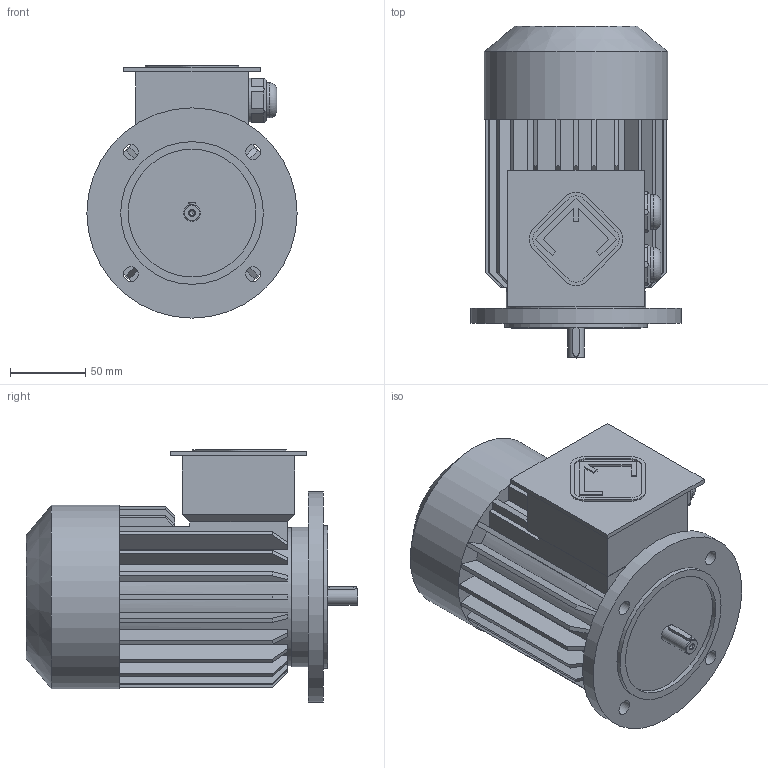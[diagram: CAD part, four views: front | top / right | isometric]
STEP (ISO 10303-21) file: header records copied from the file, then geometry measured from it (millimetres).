
FILE_DESCRIPTION(/* description */ ('Unknown'),/* implementation_level */ '2;1');
FILE_NAME(/* name */ 'AIS63_В5',/* time_stamp */ '2021-03-23T10:38:45+03:00',/* author */ ('Unknown'),/* organization */ ('Unknown'),/* preprocessor_version */ 'ST-DEVELOPER v16',/* originating_system */ 'DEX',/* authorisation */ $);
FILE_SCHEMA (('AUTOMOTIVE_DESIGN {1 0 10303 214 3 1 1}'));
Length unit declared in the file: millimetre
Products named in the file (1): AIS63_ﾂ5
Bounding box: 140 x 221 x 168 mm (x, y, z)
Volume: 2094071.2 mm3; surface area: 192933.8 mm2
Topology: 1 solids, 1 shells, 257 faces, 712 edges, 469 vertices
Faces by surface type: plane 176, cylinder 51, cone 28, torus 2
Full cylindrical faces by diameter (mm): 3.242 x2, 10 x4, 11 x1, 23.257 x2, 29.5 x2, 85 x1, 92 x1, 93 x1, 95 x1, 122 x1, 140 x1
Entity records: 10013 total; most frequent: CARTESIAN_POINT 1718, DIRECTION 1341, ORIENTED_EDGE 1340, EDGE_CURVE 670, AXIS2_PLACEMENT_3D 465, VERTEX_POINT 452, LINE 411, VECTOR 411
